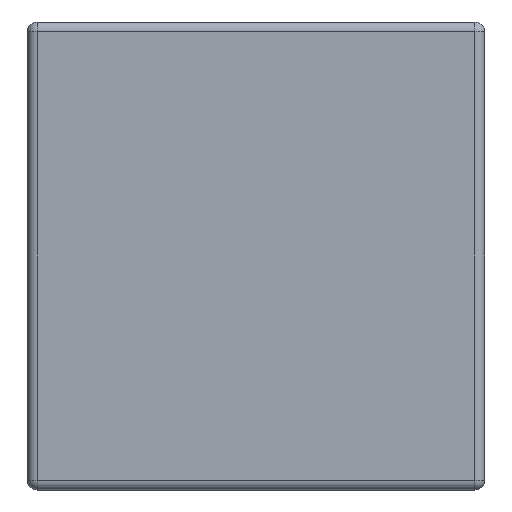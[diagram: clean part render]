
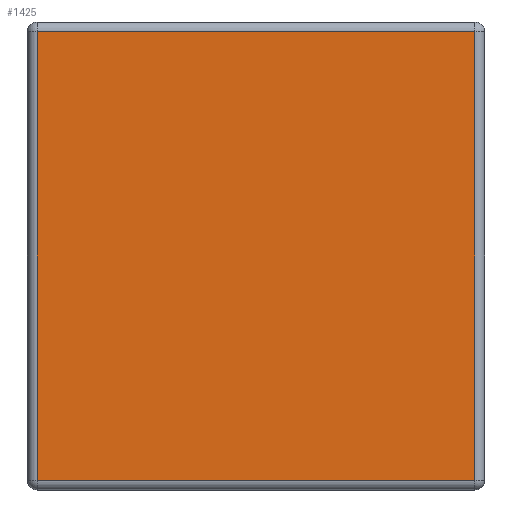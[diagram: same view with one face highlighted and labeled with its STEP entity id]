
A CAD part, left-side view. The second image highlights one B-rep face of the part: STEP entity #1425.
In plain terms, the highlighted planar face has unit normal (-1, 0, 0).
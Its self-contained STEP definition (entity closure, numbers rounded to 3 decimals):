
#46 = VECTOR ( 'NONE', #1796, 1000. ) ;
#55 = EDGE_CURVE ( 'NONE', #412, #2938, #3897, .T. ) ;
#331 = VECTOR ( 'NONE', #3759, 1000. ) ;
#333 = CARTESIAN_POINT ( 'NONE',  ( 0., 0.046, 0. ) ) ;
#412 = VERTEX_POINT ( 'NONE', #4319 ) ;
#660 = LINE ( 'NONE', #1081, #46 ) ;
#991 = CARTESIAN_POINT ( 'NONE',  ( 0., 2.104, -0.046 ) ) ;
#1081 = CARTESIAN_POINT ( 'NONE',  ( 0., 2.15, -0.046 ) ) ;
#1096 = PLANE ( 'NONE',  #1223 ) ;
#1223 = AXIS2_PLACEMENT_3D ( 'NONE', #1503, #2863, #3608 ) ;
#1381 = VECTOR ( 'NONE', #4503, 1000. ) ;
#1425 = ADVANCED_FACE ( 'NONE', ( #2741 ), #1096, .T. ) ;
#1503 = CARTESIAN_POINT ( 'NONE',  ( 0., 0., 0. ) ) ;
#1597 = EDGE_LOOP ( 'NONE', ( #2238, #1808, #2173, #3713 ) ) ;
#1674 = CARTESIAN_POINT ( 'NONE',  ( 0., 0.046, -0.046 ) ) ;
#1796 = DIRECTION ( 'NONE',  ( 0., 1., 0. ) ) ;
#1808 = ORIENTED_EDGE ( 'NONE', *, *, #2979, .T. ) ;
#1871 = VERTEX_POINT ( 'NONE', #1674 ) ;
#1971 = CARTESIAN_POINT ( 'NONE',  ( 0., 2.104, -2.2 ) ) ;
#2173 = ORIENTED_EDGE ( 'NONE', *, *, #2444, .T. ) ;
#2238 = ORIENTED_EDGE ( 'NONE', *, *, #55, .T. ) ;
#2257 = LINE ( 'NONE', #333, #3761 ) ;
#2423 = CARTESIAN_POINT ( 'NONE',  ( 0., 0.046, -2.154 ) ) ;
#2444 = EDGE_CURVE ( 'NONE', #1871, #3914, #660, .T. ) ;
#2741 = FACE_OUTER_BOUND ( 'NONE', #1597, .T. ) ;
#2838 = LINE ( 'NONE', #1971, #1381 ) ;
#2863 = DIRECTION ( 'NONE',  ( -1., 0., 0. ) ) ;
#2938 = VERTEX_POINT ( 'NONE', #2423 ) ;
#2979 = EDGE_CURVE ( 'NONE', #2938, #1871, #2257, .T. ) ;
#3306 = EDGE_CURVE ( 'NONE', #3914, #412, #2838, .T. ) ;
#3406 = CARTESIAN_POINT ( 'NONE',  ( 0., 0., -2.154 ) ) ;
#3608 = DIRECTION ( 'NONE',  ( 0., 0., 1. ) ) ;
#3713 = ORIENTED_EDGE ( 'NONE', *, *, #3306, .T. ) ;
#3759 = DIRECTION ( 'NONE',  ( 0., -1., 0. ) ) ;
#3761 = VECTOR ( 'NONE', #4314, 1000. ) ;
#3897 = LINE ( 'NONE', #3406, #331 ) ;
#3914 = VERTEX_POINT ( 'NONE', #991 ) ;
#4314 = DIRECTION ( 'NONE',  ( 0., 0., 1. ) ) ;
#4319 = CARTESIAN_POINT ( 'NONE',  ( 0., 2.104, -2.154 ) ) ;
#4503 = DIRECTION ( 'NONE',  ( 0., 0., -1. ) ) ;
